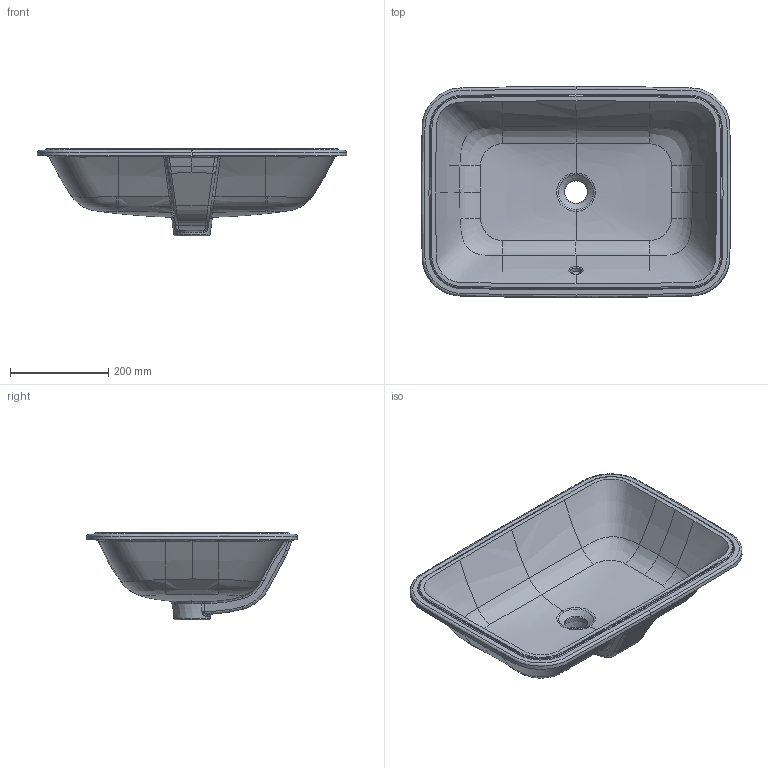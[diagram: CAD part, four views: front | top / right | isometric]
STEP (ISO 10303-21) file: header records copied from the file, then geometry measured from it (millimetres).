
FILE_DESCRIPTION(/* description */ (''),/* implementation_level */ '2;1');
FILE_NAME(/* name */ '5A7760_5A7761_UWB-Architectura.stp',/* time_stamp */ '2022-11-09T10:12:46+01:00',/* author */ (''),/* organization */ (''),/* preprocessor_version */ 'ST-DEVELOPER v18.1',/* originating_system */ 'SIEMENS PLM Software NX 1973',/* authorisation */ '');
FILE_SCHEMA (('AUTOMOTIVE_DESIGN { 1 0 10303 214 3 1 1 1 }'));
Products named in the file (1): koeb12D43CD92l44
Bounding box: 629.59 x 430 x 179 mm (x, y, z)
Volume: 4625754.5 mm3; surface area: 783373 mm2
Topology: 1 solids, 1 shells, 164 faces, 422 edges, 260 vertices
Faces by surface type: bspline 135, plane 12, cylinder 11, cone 4, torus 2
Full cylindrical faces by diameter (mm): 25 x1, 46 x2
Entity records: 44218 total; most frequent: CARTESIAN_POINT 41348, ORIENTED_EDGE 820, EDGE_CURVE 410, B_SPLINE_CURVE_WITH_KNOTS 329, VERTEX_POINT 258, DIRECTION 206, EDGE_LOOP 178, ADVANCED_FACE 164
